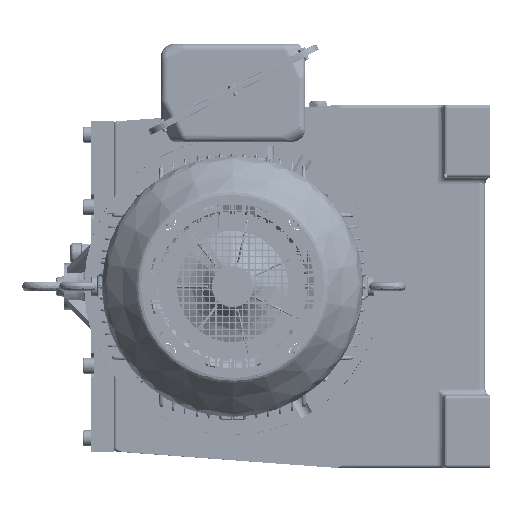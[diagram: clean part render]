
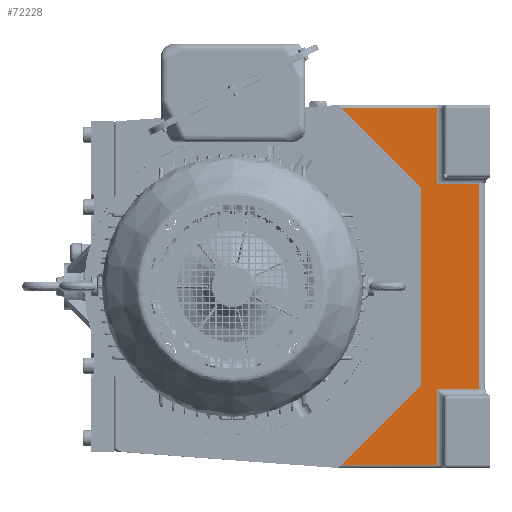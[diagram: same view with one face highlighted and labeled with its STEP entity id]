
A CAD part, left-side view. The second image highlights one B-rep face of the part: STEP entity #72228.
In plain terms, the highlighted planar face has unit normal (-1, 0, 0).
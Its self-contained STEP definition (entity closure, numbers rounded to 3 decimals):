
#6573 = VECTOR ( 'NONE', #10136, 1000. ) ;
#9396 = DIRECTION ( 'NONE',  ( 0., 0., 1. ) ) ;
#10136 = DIRECTION ( 'NONE',  ( 0., 0.707, 0.707 ) ) ;
#23357 = DIRECTION ( 'NONE',  ( 0., -0.707, 0.707 ) ) ;
#24193 = LINE ( 'NONE', #290875, #97341 ) ;
#25652 = ORIENTED_EDGE ( 'NONE', *, *, #106904, .T. ) ;
#26425 = ORIENTED_EDGE ( 'NONE', *, *, #112738, .T. ) ;
#26774 = AXIS2_PLACEMENT_3D ( 'NONE', #249788, #128368, #80536 ) ;
#31197 = CARTESIAN_POINT ( 'NONE',  ( 0., -310., 270. ) ) ;
#34027 = ORIENTED_EDGE ( 'NONE', *, *, #132093, .T. ) ;
#41347 = VERTEX_POINT ( 'NONE', #192928 ) ;
#52026 = VERTEX_POINT ( 'NONE', #120262 ) ;
#58055 = VERTEX_POINT ( 'NONE', #104542 ) ;
#59106 = LINE ( 'NONE', #199483, #166529 ) ;
#61391 = CARTESIAN_POINT ( 'NONE',  ( 0., -285., -150. ) ) ;
#68362 = CARTESIAN_POINT ( 'NONE',  ( 0., -285., -150. ) ) ;
#72228 = ADVANCED_FACE ( 'NONE', ( #300817 ), #78932, .T. ) ;
#73060 = ORIENTED_EDGE ( 'NONE', *, *, #172095, .F. ) ;
#78932 = PLANE ( 'NONE',  #26774 ) ;
#80536 = DIRECTION ( 'NONE',  ( 0., 0., 1. ) ) ;
#83618 = CARTESIAN_POINT ( 'NONE',  ( 0., -285., 150. ) ) ;
#85711 = CARTESIAN_POINT ( 'NONE',  ( 0., -373., 155. ) ) ;
#97341 = VECTOR ( 'NONE', #292445, 1000. ) ;
#102899 = LINE ( 'NONE', #149128, #103104 ) ;
#103104 = VECTOR ( 'NONE', #225748, 1000. ) ;
#104542 = CARTESIAN_POINT ( 'NONE',  ( 0., -373., -155. ) ) ;
#106904 = EDGE_CURVE ( 'NONE', #268189, #254784, #24193, .T. ) ;
#110533 = LINE ( 'NONE', #282905, #147223 ) ;
#111100 = EDGE_LOOP ( 'NONE', ( #162235, #34027, #142729, #154015, #26425, #25652, #202875, #193506, #73060, #139540 ) ) ;
#112738 = EDGE_CURVE ( 'NONE', #114430, #268189, #102899, .T. ) ;
#114430 = VERTEX_POINT ( 'NONE', #85711 ) ;
#118169 = VERTEX_POINT ( 'NONE', #256862 ) ;
#120262 = CARTESIAN_POINT ( 'NONE',  ( 0., -285., 150. ) ) ;
#122630 = EDGE_CURVE ( 'NONE', #118169, #197884, #198864, .T. ) ;
#128368 = DIRECTION ( 'NONE',  ( -1., 0., 0. ) ) ;
#132093 = EDGE_CURVE ( 'NONE', #41347, #181320, #180152, .T. ) ;
#137485 = CARTESIAN_POINT ( 'NONE',  ( 0., -165., 270. ) ) ;
#139540 = ORIENTED_EDGE ( 'NONE', *, *, #122630, .F. ) ;
#140104 = EDGE_CURVE ( 'NONE', #118169, #41347, #110533, .T. ) ;
#142729 = ORIENTED_EDGE ( 'NONE', *, *, #264824, .T. ) ;
#146042 = VECTOR ( 'NONE', #23357, 1000. ) ;
#147223 = VECTOR ( 'NONE', #207823, 1000. ) ;
#149128 = CARTESIAN_POINT ( 'NONE',  ( 0., 0., 155. ) ) ;
#154015 = ORIENTED_EDGE ( 'NONE', *, *, #302692, .T. ) ;
#155627 = VERTEX_POINT ( 'NONE', #137485 ) ;
#160891 = LINE ( 'NONE', #68362, #286930 ) ;
#162235 = ORIENTED_EDGE ( 'NONE', *, *, #140104, .T. ) ;
#163693 = EDGE_CURVE ( 'NONE', #52026, #155627, #228843, .T. ) ;
#166529 = VECTOR ( 'NONE', #276184, 1000. ) ;
#168439 = EDGE_CURVE ( 'NONE', #155627, #254784, #189399, .T. ) ;
#172095 = EDGE_CURVE ( 'NONE', #197884, #52026, #160891, .T. ) ;
#176253 = LINE ( 'NONE', #273701, #230865 ) ;
#180152 = LINE ( 'NONE', #234439, #200879 ) ;
#181320 = VERTEX_POINT ( 'NONE', #308125 ) ;
#182641 = VECTOR ( 'NONE', #237368, 1000. ) ;
#189399 = LINE ( 'NONE', #306079, #182641 ) ;
#192594 = CARTESIAN_POINT ( 'NONE',  ( 0., -160., -275. ) ) ;
#192928 = CARTESIAN_POINT ( 'NONE',  ( 0., -310., -270. ) ) ;
#193506 = ORIENTED_EDGE ( 'NONE', *, *, #163693, .F. ) ;
#197884 = VERTEX_POINT ( 'NONE', #61391 ) ;
#198864 = LINE ( 'NONE', #192594, #146042 ) ;
#199483 = CARTESIAN_POINT ( 'NONE',  ( 0., 0., -155. ) ) ;
#200879 = VECTOR ( 'NONE', #9396, 1000. ) ;
#202875 = ORIENTED_EDGE ( 'NONE', *, *, #168439, .F. ) ;
#207823 = DIRECTION ( 'NONE',  ( 0., -1., 0. ) ) ;
#214887 = CARTESIAN_POINT ( 'NONE',  ( 0., -310., 155. ) ) ;
#225748 = DIRECTION ( 'NONE',  ( 0., 1., 0. ) ) ;
#228843 = LINE ( 'NONE', #83618, #6573 ) ;
#230865 = VECTOR ( 'NONE', #231130, 1000. ) ;
#231130 = DIRECTION ( 'NONE',  ( 0., 0., 1. ) ) ;
#234439 = CARTESIAN_POINT ( 'NONE',  ( 0., -310., 0. ) ) ;
#237368 = DIRECTION ( 'NONE',  ( 0., -1., 0. ) ) ;
#249788 = CARTESIAN_POINT ( 'NONE',  ( 0., 0., 0. ) ) ;
#254784 = VERTEX_POINT ( 'NONE', #31197 ) ;
#256862 = CARTESIAN_POINT ( 'NONE',  ( 0., -165., -270. ) ) ;
#258408 = DIRECTION ( 'NONE',  ( 0., 0., 1. ) ) ;
#264824 = EDGE_CURVE ( 'NONE', #181320, #58055, #59106, .T. ) ;
#268189 = VERTEX_POINT ( 'NONE', #214887 ) ;
#273701 = CARTESIAN_POINT ( 'NONE',  ( 0., -373., 0. ) ) ;
#276184 = DIRECTION ( 'NONE',  ( 0., -1., 0. ) ) ;
#282905 = CARTESIAN_POINT ( 'NONE',  ( 0., 0., -270. ) ) ;
#286930 = VECTOR ( 'NONE', #258408, 1000. ) ;
#290875 = CARTESIAN_POINT ( 'NONE',  ( 0., -310., 0. ) ) ;
#292445 = DIRECTION ( 'NONE',  ( 0., 0., 1. ) ) ;
#300817 = FACE_OUTER_BOUND ( 'NONE', #111100, .T. ) ;
#302692 = EDGE_CURVE ( 'NONE', #58055, #114430, #176253, .T. ) ;
#306079 = CARTESIAN_POINT ( 'NONE',  ( 0., -160., 270. ) ) ;
#308125 = CARTESIAN_POINT ( 'NONE',  ( 0., -310., -155. ) ) ;
